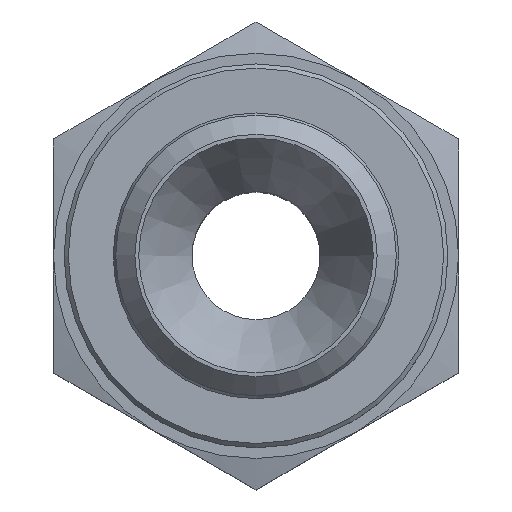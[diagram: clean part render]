
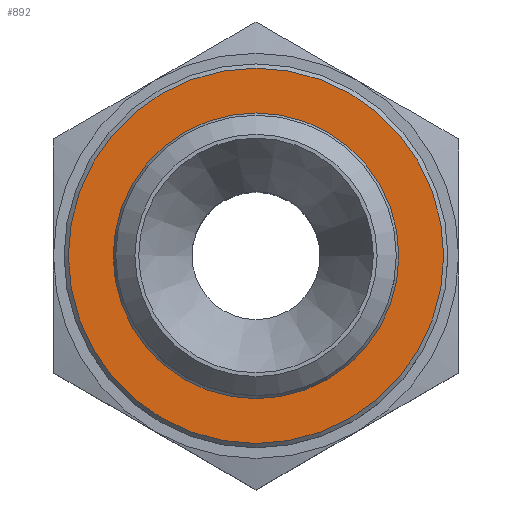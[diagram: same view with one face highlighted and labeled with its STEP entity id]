
A CAD part, top view. The second image highlights one B-rep face of the part: STEP entity #892.
In plain terms, the highlighted planar face has unit normal (0, 0, 1).
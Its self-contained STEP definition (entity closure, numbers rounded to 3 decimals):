
#830=CARTESIAN_POINT('',(8.8,0.,19.));
#831=VERTEX_POINT('',#830);
#832=CARTESIAN_POINT('',(0.,0.,19.));
#833=DIRECTION('',(0.0,0.0,-1.0));
#834=DIRECTION('',(-1.0,0.0,0.0));
#835=AXIS2_PLACEMENT_3D('',#832,#833,#834);
#836=CIRCLE('',#835,8.8);
#837=EDGE_CURVE('',#831,#831,#836,.T.);
#873=CARTESIAN_POINT('',(0.,0.,19.));
#874=DIRECTION('',(0.0,0.0,-1.0));
#875=DIRECTION('',(-1.0,0.0,0.0));
#876=AXIS2_PLACEMENT_3D('',#873,#874,#875);
#877=PLANE('',#876);
#878=ORIENTED_EDGE('',*,*,#837,.F.);
#879=EDGE_LOOP('',(#878));
#880=FACE_OUTER_BOUND('',#879,.T.);
#881=CARTESIAN_POINT('',(0.0,6.7,19.));
#882=VERTEX_POINT('',#881);
#883=CARTESIAN_POINT('',(0.0,0.0,19.));
#884=DIRECTION('',(0.0,0.0,-1.0));
#885=DIRECTION('',(0.0,1.0,0.0));
#886=AXIS2_PLACEMENT_3D('',#883,#884,#885);
#887=CIRCLE('',#886,6.7);
#888=EDGE_CURVE('',#882,#882,#887,.T.);
#889=ORIENTED_EDGE('',*,*,#888,.T.);
#890=EDGE_LOOP('',(#889));
#891=FACE_BOUND('',#890,.T.);
#892=ADVANCED_FACE('',(#880,#891),#877,.F.);
